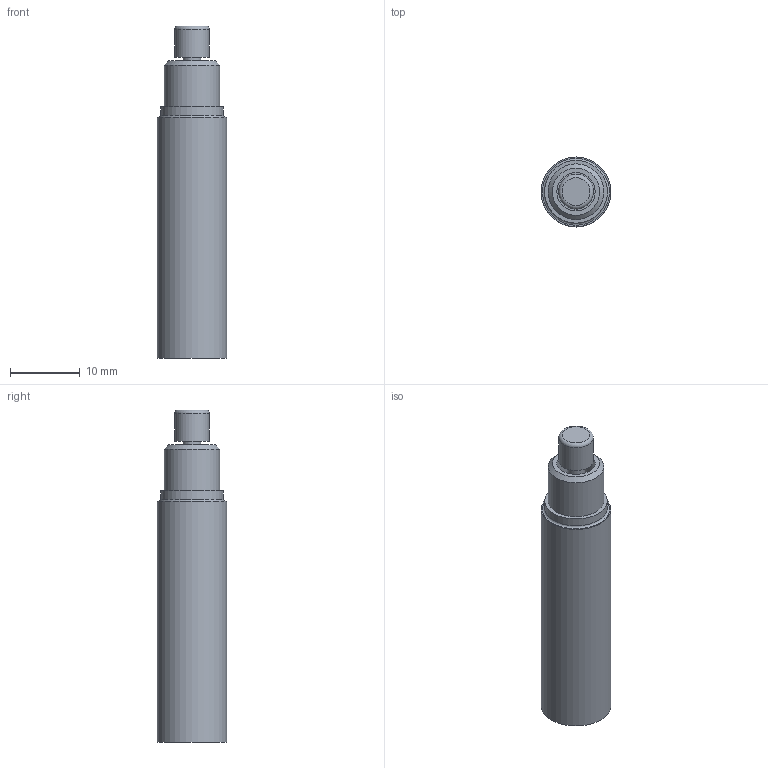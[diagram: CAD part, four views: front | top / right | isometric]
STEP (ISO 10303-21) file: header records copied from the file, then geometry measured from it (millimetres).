
FILE_DESCRIPTION(/* description */ ('STEP AP214'),/* implementation_level */ '2;1');
FILE_NAME(/* name */ '8119983_DYSS-G8-5-5-Y1F-F1A',/* time_stamp */ '2024-08-23T16:46:32+02:00',/* author */ ('License CC BY-ND 4.0'),/* organization */ ('CADENAS'),/* preprocessor_version */ 'ST-DEVELOPER v19.3',/* originating_system */ 'PARTsolutions',/* authorisation */ ' ');
FILE_SCHEMA (('AUTOMOTIVE_DESIGN {1 0 10303 214 3 1 1}'));
Length unit declared in the file: millimetre
Products named in the file (3): 8119983 DYSS-G8-5-5-Y1F-F1A---(1_0_0_0); 8119978 DYSS-5-5-Y1F-F1A---(1_0_0); 8074426 DYEF-G8-M8x1
Assembly tree (2 placements, depth 2):
  8119983 DYSS-G8-5-5-Y1F-F1A---(1_0_0_0)
    8119978 DYSS-5-5-Y1F-F1A---(1_0_0)
    8074426 DYEF-G8-M8x1
Bounding box: 10 x 10 x 47.6 mm (x, y, z)
Volume: 2972.1 mm3; surface area: 3379.6 mm2
Topology: 2 solids, 2 shells, 45 faces, 82 edges, 48 vertices
Faces by surface type: plane 23, cone 11, cylinder 9, torus 2
Full cylindrical faces by diameter (mm): 2.5 x1, 5 x1, 5.5 x1, 6.7 x1, 6.917 x1, 8 x1, 8.1 x1, 9 x1, 10 x1
Entity records: 1101 total; most frequent: CARTESIAN_POINT 190, DIRECTION 186, ORIENTED_EDGE 132, AXIS2_PLACEMENT_3D 78, EDGE_LOOP 70, FACE_BOUND 70, EDGE_CURVE 66, VERTEX_POINT 48
